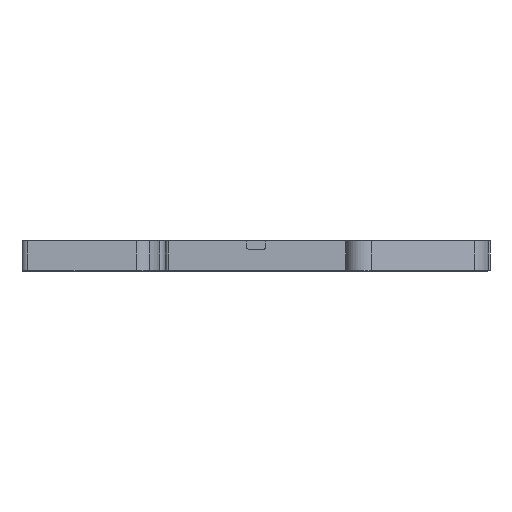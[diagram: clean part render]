
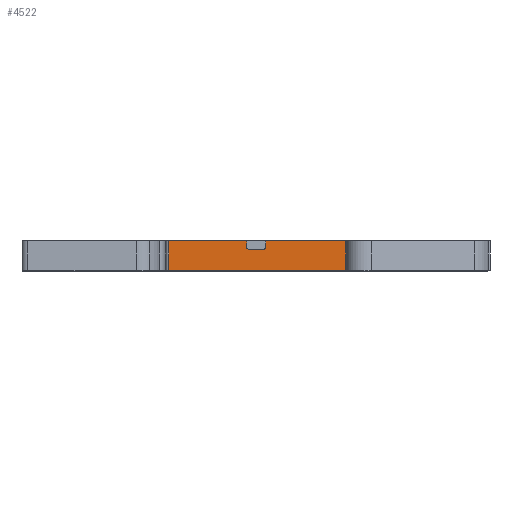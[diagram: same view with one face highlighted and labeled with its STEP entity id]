
A CAD part, front view. The second image highlights one B-rep face of the part: STEP entity #4522.
In plain terms, the highlighted planar face has unit normal (0, -1, 0).
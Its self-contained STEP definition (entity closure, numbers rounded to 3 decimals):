
#87 = CARTESIAN_POINT ( 'NONE',  ( -14.794, 0., -11.906 ) ) ;
#165 = LINE ( 'NONE', #2007, #20343 ) ;
#1044 = DIRECTION ( 'NONE',  ( 0., 0., -1. ) ) ;
#1073 = DIRECTION ( 'NONE',  ( -1., 0., 0. ) ) ;
#1083 = DIRECTION ( 'NONE',  ( 1., 0., 0. ) ) ;
#1534 = EDGE_CURVE ( 'NONE', #18496, #16385, #11741, .T. ) ;
#1566 = VECTOR ( 'NONE', #1073, 1000. ) ;
#1788 = CARTESIAN_POINT ( 'NONE',  ( 0.928, 0., 4.15 ) ) ;
#2007 = CARTESIAN_POINT ( 'NONE',  ( -15.352, 0., 5.15 ) ) ;
#2545 = EDGE_CURVE ( 'NONE', #10353, #11122, #15658, .T. ) ;
#2648 = LINE ( 'NONE', #11815, #10013 ) ;
#3081 = ORIENTED_EDGE ( 'NONE', *, *, #11174, .F. ) ;
#3150 = EDGE_CURVE ( 'NONE', #16385, #20544, #5654, .T. ) ;
#3627 = ORIENTED_EDGE ( 'NONE', *, *, #2545, .F. ) ;
#4522 = ADVANCED_FACE ( 'NONE', ( #8389 ), #13259, .F. ) ;
#4559 = LINE ( 'NONE', #4890, #17284 ) ;
#4890 = CARTESIAN_POINT ( 'NONE',  ( -1.772, 0., 4.15 ) ) ;
#5192 = ORIENTED_EDGE ( 'NONE', *, *, #1534, .F. ) ;
#5446 = CARTESIAN_POINT ( 'NONE',  ( 0.928, 0., 3.65 ) ) ;
#5654 = LINE ( 'NONE', #87, #10518 ) ;
#6051 = EDGE_CURVE ( 'NONE', #20544, #16533, #22760, .T. ) ;
#6059 = CARTESIAN_POINT ( 'NONE',  ( -15.352, 0., 0.15 ) ) ;
#6420 = AXIS2_PLACEMENT_3D ( 'NONE', #15105, #17188, #1083 ) ;
#6832 = AXIS2_PLACEMENT_3D ( 'NONE', #17883, #11175, #16380 ) ;
#6914 = DIRECTION ( 'NONE',  ( 1., 0., 0. ) ) ;
#7256 = ORIENTED_EDGE ( 'NONE', *, *, #19815, .F. ) ;
#7373 = DIRECTION ( 'NONE',  ( 0., 0., -1. ) ) ;
#7504 = VERTEX_POINT ( 'NONE', #9567 ) ;
#8389 = FACE_OUTER_BOUND ( 'NONE', #15581, .T. ) ;
#9099 = DIRECTION ( 'NONE',  ( 1., 0., 0. ) ) ;
#9125 = CARTESIAN_POINT ( 'NONE',  ( -1.272, 0., 3.65 ) ) ;
#9330 = CARTESIAN_POINT ( 'NONE',  ( -1.772, 0., 5.15 ) ) ;
#9567 = CARTESIAN_POINT ( 'NONE',  ( 15.352, 0., 5.15 ) ) ;
#10013 = VECTOR ( 'NONE', #1044, 1000. ) ;
#10093 = CARTESIAN_POINT ( 'NONE',  ( -14.794, 0., 5.15 ) ) ;
#10314 = ORIENTED_EDGE ( 'NONE', *, *, #6051, .F. ) ;
#10350 = VECTOR ( 'NONE', #15267, 1000. ) ;
#10353 = VERTEX_POINT ( 'NONE', #5446 ) ;
#10401 = CARTESIAN_POINT ( 'NONE',  ( 1.428, 0., 4.15 ) ) ;
#10497 = EDGE_CURVE ( 'NONE', #11122, #12993, #10522, .T. ) ;
#10518 = VECTOR ( 'NONE', #18172, 1000. ) ;
#10522 = LINE ( 'NONE', #10401, #10350 ) ;
#11122 = VERTEX_POINT ( 'NONE', #17665 ) ;
#11174 = EDGE_CURVE ( 'NONE', #12993, #7504, #165, .T. ) ;
#11175 = DIRECTION ( 'NONE',  ( 0., -1., 0. ) ) ;
#11317 = CARTESIAN_POINT ( 'NONE',  ( 15.352, 0., 0.15 ) ) ;
#11420 = EDGE_CURVE ( 'NONE', #16533, #19489, #4559, .T. ) ;
#11741 = LINE ( 'NONE', #6059, #1566 ) ;
#11782 = CARTESIAN_POINT ( 'NONE',  ( -15.352, 0., 5.15 ) ) ;
#11815 = CARTESIAN_POINT ( 'NONE',  ( 15.352, 0., 5.15 ) ) ;
#11837 = ORIENTED_EDGE ( 'NONE', *, *, #17698, .F. ) ;
#12039 = VECTOR ( 'NONE', #6914, 1000. ) ;
#12342 = AXIS2_PLACEMENT_3D ( 'NONE', #1788, #17792, #7373 ) ;
#12993 = VERTEX_POINT ( 'NONE', #17383 ) ;
#13259 = PLANE ( 'NONE',  #6420 ) ;
#14586 = VECTOR ( 'NONE', #17912, 1000. ) ;
#15057 = ORIENTED_EDGE ( 'NONE', *, *, #19425, .F. ) ;
#15105 = CARTESIAN_POINT ( 'NONE',  ( -15.352, 0., 5.15 ) ) ;
#15216 = DIRECTION ( 'NONE',  ( 0., 0., -1. ) ) ;
#15267 = DIRECTION ( 'NONE',  ( 0., 0., 1. ) ) ;
#15581 = EDGE_LOOP ( 'NONE', ( #10314, #20744, #5192, #11837, #3081, #22663, #3627, #15057, #7256, #21019 ) ) ;
#15658 = CIRCLE ( 'NONE', #12342, 0.5 ) ;
#16380 = DIRECTION ( 'NONE',  ( -1., 0., 0. ) ) ;
#16385 = VERTEX_POINT ( 'NONE', #22863 ) ;
#16533 = VERTEX_POINT ( 'NONE', #9330 ) ;
#16814 = CIRCLE ( 'NONE', #6832, 0.5 ) ;
#17188 = DIRECTION ( 'NONE',  ( 0., 1., 0. ) ) ;
#17284 = VECTOR ( 'NONE', #15216, 1000. ) ;
#17383 = CARTESIAN_POINT ( 'NONE',  ( 1.428, 0., 5.15 ) ) ;
#17665 = CARTESIAN_POINT ( 'NONE',  ( 1.428, 0., 4.15 ) ) ;
#17698 = EDGE_CURVE ( 'NONE', #7504, #18496, #2648, .T. ) ;
#17792 = DIRECTION ( 'NONE',  ( 0., -1., 0. ) ) ;
#17883 = CARTESIAN_POINT ( 'NONE',  ( -1.272, 0., 4.15 ) ) ;
#17912 = DIRECTION ( 'NONE',  ( 1., 0., 0. ) ) ;
#18152 = CARTESIAN_POINT ( 'NONE',  ( -1.772, 0., 4.15 ) ) ;
#18172 = DIRECTION ( 'NONE',  ( 0., 0., 1. ) ) ;
#18496 = VERTEX_POINT ( 'NONE', #11317 ) ;
#19425 = EDGE_CURVE ( 'NONE', #20303, #10353, #19877, .T. ) ;
#19489 = VERTEX_POINT ( 'NONE', #18152 ) ;
#19815 = EDGE_CURVE ( 'NONE', #19489, #20303, #16814, .T. ) ;
#19877 = LINE ( 'NONE', #9125, #14586 ) ;
#20303 = VERTEX_POINT ( 'NONE', #21442 ) ;
#20343 = VECTOR ( 'NONE', #9099, 1000. ) ;
#20544 = VERTEX_POINT ( 'NONE', #10093 ) ;
#20744 = ORIENTED_EDGE ( 'NONE', *, *, #3150, .F. ) ;
#21019 = ORIENTED_EDGE ( 'NONE', *, *, #11420, .F. ) ;
#21442 = CARTESIAN_POINT ( 'NONE',  ( -1.272, 0., 3.65 ) ) ;
#22663 = ORIENTED_EDGE ( 'NONE', *, *, #10497, .F. ) ;
#22760 = LINE ( 'NONE', #11782, #12039 ) ;
#22863 = CARTESIAN_POINT ( 'NONE',  ( -14.794, 0., 0.15 ) ) ;
